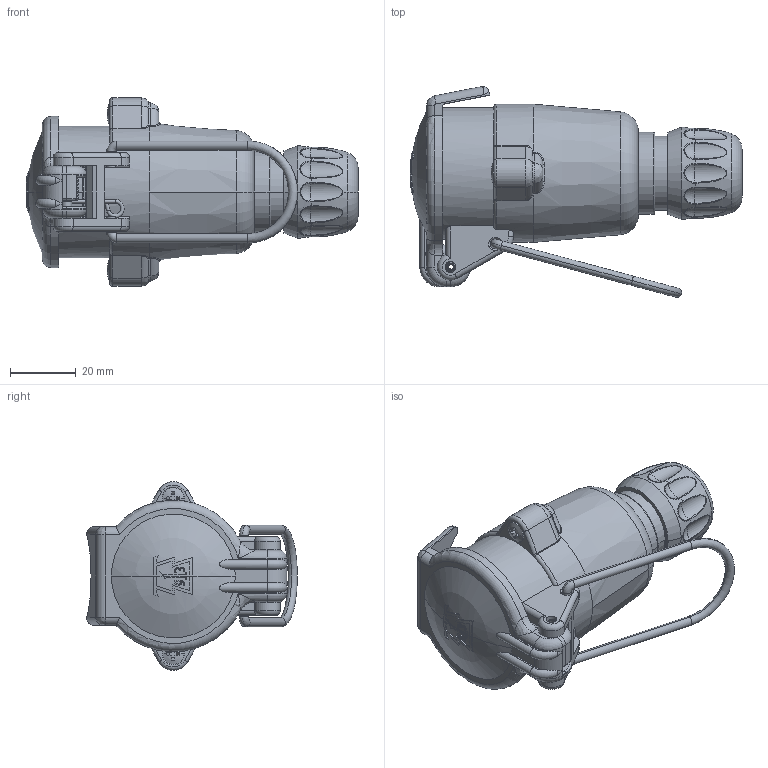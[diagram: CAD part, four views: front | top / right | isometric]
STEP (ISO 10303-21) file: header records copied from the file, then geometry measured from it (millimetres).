
FILE_DESCRIPTION((''),'2;1');
FILE_NAME('301006_SW0001','2020-10-14T11:59:48',('teru'),(''),'CREO PARAMETRIC BY PTC INC, 2017380','CREO PARAMETRIC BY PTC INC, 2017380','');
FILE_SCHEMA(('CONFIG_CONTROL_DESIGN'));
Length unit declared in the file: millimetre
Products named in the file (1): 301006_SW0001
Bounding box: 100.91 x 64 x 57.3 mm (x, y, z)
Volume: 107365.3 mm3; surface area: 20965.7 mm2
Topology: 1 solids, 1 shells, 627 faces, 1616 edges, 1000 vertices
Faces by surface type: plane 249, cylinder 195, bspline 68, torus 47, cone 37, sphere 31
Entity records: 27778 total; most frequent: CARTESIAN_POINT 12686, ORIENTED_EDGE 3228, DIRECTION 3135, EDGE_CURVE 1614, AXIS2_PLACEMENT_3D 1179, VERTEX_POINT 1001, VECTOR 777, LINE 777
